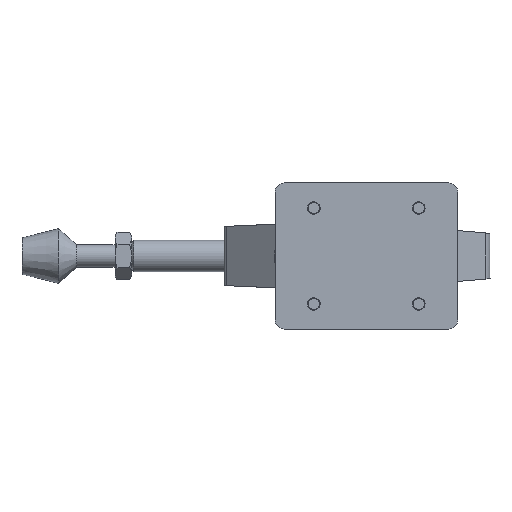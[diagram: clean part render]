
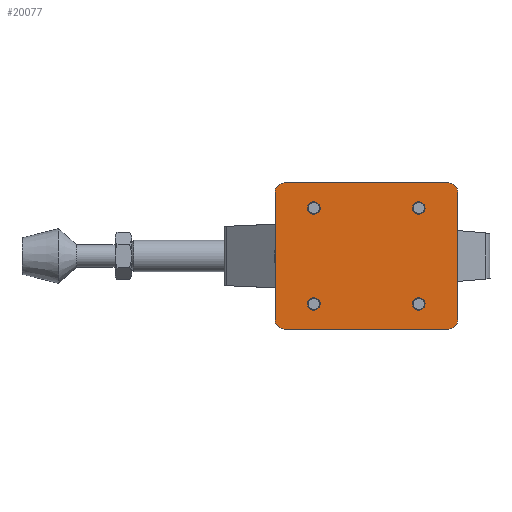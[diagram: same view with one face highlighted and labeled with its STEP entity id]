
A CAD part, front view. The second image highlights one B-rep face of the part: STEP entity #20077.
In plain terms, the highlighted face is planar.
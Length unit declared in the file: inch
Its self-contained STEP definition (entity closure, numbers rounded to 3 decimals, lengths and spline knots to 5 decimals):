
#1047=PLANE('',#21078);
#1609=LINE('',#28396,#3224);
#1837=LINE('',#30652,#3452);
#1953=LINE('',#31649,#3568);
#2067=LINE('',#32638,#3682);
#3224=VECTOR('',#22606,0.3937);
#3452=VECTOR('',#22956,0.3937);
#3568=VECTOR('',#23136,0.3937);
#3682=VECTOR('',#23312,0.3937);
#4537=FACE_BOUND('',#7639,.T.);
#4538=FACE_BOUND('',#7640,.T.);
#4539=FACE_BOUND('',#7641,.T.);
#4540=FACE_BOUND('',#7642,.T.);
#6449=FACE_OUTER_BOUND('',#7638,.T.);
#7638=EDGE_LOOP('',(#17932,#17933,#17934,#17935,#17936,#17937,#17938,#17939));
#7639=EDGE_LOOP('',(#17940));
#7640=EDGE_LOOP('',(#17941));
#7641=EDGE_LOOP('',(#17942));
#7642=EDGE_LOOP('',(#17943));
#7850=CIRCLE('',#20865,0.125);
#7859=CIRCLE('',#20877,0.125);
#7860=CIRCLE('',#20880,0.125);
#7861=CIRCLE('',#20883,0.125);
#7864=CIRCLE('',#20889,0.0855);
#7867=CIRCLE('',#20894,0.0855);
#7870=CIRCLE('',#20899,0.0855);
#7873=CIRCLE('',#20904,0.0855);
#8537=VERTEX_POINT('',#28390);
#8539=VERTEX_POINT('',#28394);
#8808=VERTEX_POINT('',#30648);
#8810=VERTEX_POINT('',#30651);
#8937=VERTEX_POINT('',#31643);
#8939=VERTEX_POINT('',#31647);
#9065=VERTEX_POINT('',#32632);
#9067=VERTEX_POINT('',#32636);
#9337=VERTEX_POINT('',#33619);
#9340=VERTEX_POINT('',#33629);
#9343=VERTEX_POINT('',#33639);
#9346=VERTEX_POINT('',#33649);
#10705=EDGE_CURVE('',#8539,#8537,#1609,.T.);
#11109=EDGE_CURVE('',#8808,#8810,#1837,.T.);
#11301=EDGE_CURVE('',#8939,#8937,#1953,.T.);
#11491=EDGE_CURVE('',#9067,#9065,#2067,.T.);
#11492=EDGE_CURVE('',#9065,#8808,#7850,.T.);
#11764=EDGE_CURVE('',#8537,#9067,#7859,.T.);
#11765=EDGE_CURVE('',#8937,#8539,#7860,.T.);
#11766=EDGE_CURVE('',#8810,#8939,#7861,.T.);
#11771=EDGE_CURVE('',#9337,#9337,#7864,.T.);
#11776=EDGE_CURVE('',#9340,#9340,#7867,.T.);
#11781=EDGE_CURVE('',#9343,#9343,#7870,.T.);
#11786=EDGE_CURVE('',#9346,#9346,#7873,.T.);
#17932=ORIENTED_EDGE('',*,*,#11492,.F.);
#17933=ORIENTED_EDGE('',*,*,#11491,.F.);
#17934=ORIENTED_EDGE('',*,*,#11764,.F.);
#17935=ORIENTED_EDGE('',*,*,#10705,.F.);
#17936=ORIENTED_EDGE('',*,*,#11765,.F.);
#17937=ORIENTED_EDGE('',*,*,#11301,.F.);
#17938=ORIENTED_EDGE('',*,*,#11766,.F.);
#17939=ORIENTED_EDGE('',*,*,#11109,.F.);
#17940=ORIENTED_EDGE('',*,*,#11781,.T.);
#17941=ORIENTED_EDGE('',*,*,#11771,.T.);
#17942=ORIENTED_EDGE('',*,*,#11776,.T.);
#17943=ORIENTED_EDGE('',*,*,#11786,.T.);
#20077=ADVANCED_FACE('',(#6449,#4537,#4538,#4539,#4540),#1047,.F.);
#20865=AXIS2_PLACEMENT_3D('',#32641,#23317,#23318);
#20877=AXIS2_PLACEMENT_3D('',#33604,#23464,#23465);
#20880=AXIS2_PLACEMENT_3D('',#33607,#23470,#23471);
#20883=AXIS2_PLACEMENT_3D('',#33610,#23476,#23477);
#20889=AXIS2_PLACEMENT_3D('',#33621,#23490,#23491);
#20894=AXIS2_PLACEMENT_3D('',#33631,#23502,#23503);
#20899=AXIS2_PLACEMENT_3D('',#33641,#23514,#23515);
#20904=AXIS2_PLACEMENT_3D('',#33651,#23526,#23527);
#21078=AXIS2_PLACEMENT_3D('',#37359,#24339,#24340);
#22606=DIRECTION('',(-1.,0.,0.));
#22956=DIRECTION('',(1.,0.,0.));
#23136=DIRECTION('',(0.,1.,0.));
#23312=DIRECTION('',(0.,-1.,0.));
#23317=DIRECTION('center_axis',(0.,0.,1.));
#23318=DIRECTION('ref_axis',(-0.707,-0.707,0.));
#23464=DIRECTION('center_axis',(0.,0.,1.));
#23465=DIRECTION('ref_axis',(-0.707,0.707,0.));
#23470=DIRECTION('center_axis',(0.,0.,1.));
#23471=DIRECTION('ref_axis',(0.707,0.707,0.));
#23476=DIRECTION('center_axis',(0.,0.,1.));
#23477=DIRECTION('ref_axis',(0.707,-0.707,0.));
#23490=DIRECTION('center_axis',(0.,0.,1.));
#23491=DIRECTION('ref_axis',(1.,0.,0.));
#23502=DIRECTION('center_axis',(0.,0.,1.));
#23503=DIRECTION('ref_axis',(1.,0.,0.));
#23514=DIRECTION('center_axis',(0.,0.,1.));
#23515=DIRECTION('ref_axis',(1.,0.,0.));
#23526=DIRECTION('center_axis',(0.,0.,1.));
#23527=DIRECTION('ref_axis',(1.,0.,0.));
#24339=DIRECTION('center_axis',(0.,0.,1.));
#24340=DIRECTION('ref_axis',(1.,0.,0.));
#28390=CARTESIAN_POINT('',(-1.125,1.,-0.37));
#28394=CARTESIAN_POINT('',(1.125,1.,-0.37));
#28396=CARTESIAN_POINT('',(1.25,1.,-0.37));
#30648=CARTESIAN_POINT('',(-1.125,-1.,-0.37));
#30651=CARTESIAN_POINT('',(1.125,-1.,-0.37));
#30652=CARTESIAN_POINT('',(-1.25,-1.,-0.37));
#31643=CARTESIAN_POINT('',(1.25,0.875,-0.37));
#31647=CARTESIAN_POINT('',(1.25,-0.875,-0.37));
#31649=CARTESIAN_POINT('',(1.25,-1.,-0.37));
#32632=CARTESIAN_POINT('',(-1.25,-0.875,-0.37));
#32636=CARTESIAN_POINT('',(-1.25,0.875,-0.37));
#32638=CARTESIAN_POINT('',(-1.25,1.,-0.37));
#32641=CARTESIAN_POINT('Origin',(-1.125,-0.875,-0.37));
#33604=CARTESIAN_POINT('Origin',(-1.125,0.875,-0.37));
#33607=CARTESIAN_POINT('Origin',(1.125,0.875,-0.37));
#33610=CARTESIAN_POINT('Origin',(1.125,-0.875,-0.37));
#33619=CARTESIAN_POINT('',(0.633,-0.6555,-0.37));
#33621=CARTESIAN_POINT('Origin',(0.7185,-0.6555,-0.37));
#33629=CARTESIAN_POINT('',(0.633,0.6555,-0.37));
#33631=CARTESIAN_POINT('Origin',(0.7185,0.6555,-0.37));
#33639=CARTESIAN_POINT('',(-0.804,0.6555,-0.37));
#33641=CARTESIAN_POINT('Origin',(-0.7185,0.6555,-0.37));
#33649=CARTESIAN_POINT('',(-0.804,-0.6555,-0.37));
#33651=CARTESIAN_POINT('Origin',(-0.7185,-0.6555,-0.37));
#37359=CARTESIAN_POINT('Origin',(0.,0.,-0.37));
